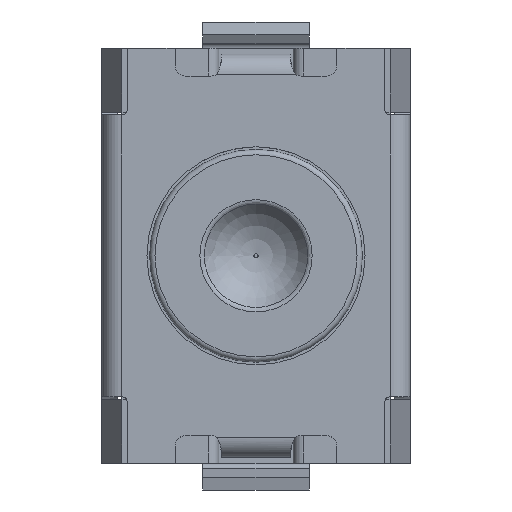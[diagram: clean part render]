
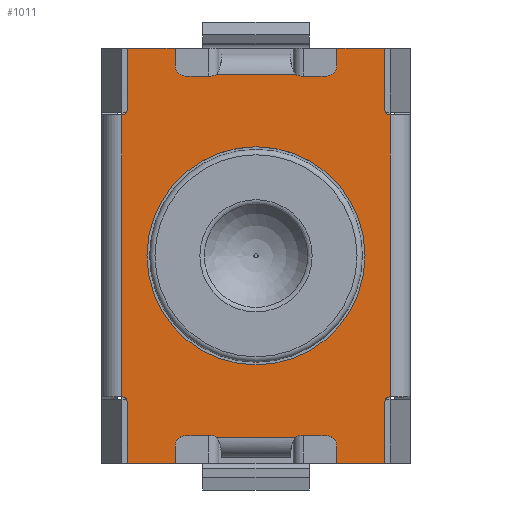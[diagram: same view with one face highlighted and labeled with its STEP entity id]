
A CAD part, top view. The second image highlights one B-rep face of the part: STEP entity #1011.
In plain terms, the highlighted planar face has unit normal (0, 0, 1).
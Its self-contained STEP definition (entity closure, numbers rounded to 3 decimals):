
#1011=ADVANCED_FACE('',(#3308,#3310),#3312,.T.);
#3308=FACE_BOUND('',#3309,.T.);
#3309=EDGE_LOOP('',(#5168,#5169,#5170,#5171,#5172,#5173,#5174,#5175,#5176,#5177,
#5178,#5179,#5180,#5181,#5182,#5183,#5184,#5185,#5186,#5187,#5188,#5189,#5190,#5191,
#5192,#5193,#5194,#5195,#5196,#5197,#5198,#5199));
#3310=FACE_BOUND('',#3311,.T.);
#3311=EDGE_LOOP('',(#5200));
#3312=PLANE('',#3313);
#3313=AXIS2_PLACEMENT_3D('',#3314,#3315,#3316);
#3314=CARTESIAN_POINT('',(0.,0.,1.5));
#3315=DIRECTION('',(0.,0.,1.));
#3316=DIRECTION('',(1.,0.,0.));
#5168=ORIENTED_EDGE('',*,*,#6343,.T.);
#5169=ORIENTED_EDGE('',*,*,#6269,.T.);
#5170=ORIENTED_EDGE('',*,*,#6271,.T.);
#5171=ORIENTED_EDGE('',*,*,#6273,.T.);
#5172=ORIENTED_EDGE('',*,*,#6275,.T.);
#5173=ORIENTED_EDGE('',*,*,#6277,.T.);
#5174=ORIENTED_EDGE('',*,*,#6279,.T.);
#5175=ORIENTED_EDGE('',*,*,#6281,.T.);
#5176=ORIENTED_EDGE('',*,*,#6344,.T.);
#5177=ORIENTED_EDGE('',*,*,#6286,.T.);
#5178=ORIENTED_EDGE('',*,*,#6289,.T.);
#5179=ORIENTED_EDGE('',*,*,#6291,.T.);
#5180=ORIENTED_EDGE('',*,*,#6293,.T.);
#5181=ORIENTED_EDGE('',*,*,#6295,.T.);
#5182=ORIENTED_EDGE('',*,*,#6297,.T.);
#5183=ORIENTED_EDGE('',*,*,#6299,.T.);
#5184=ORIENTED_EDGE('',*,*,#6345,.T.);
#5185=ORIENTED_EDGE('',*,*,#6307,.T.);
#5186=ORIENTED_EDGE('',*,*,#6309,.T.);
#5187=ORIENTED_EDGE('',*,*,#6311,.T.);
#5188=ORIENTED_EDGE('',*,*,#6313,.T.);
#5189=ORIENTED_EDGE('',*,*,#6315,.T.);
#5190=ORIENTED_EDGE('',*,*,#6317,.T.);
#5191=ORIENTED_EDGE('',*,*,#6319,.T.);
#5192=ORIENTED_EDGE('',*,*,#6346,.F.);
#5193=ORIENTED_EDGE('',*,*,#6324,.T.);
#5194=ORIENTED_EDGE('',*,*,#6327,.T.);
#5195=ORIENTED_EDGE('',*,*,#6329,.T.);
#5196=ORIENTED_EDGE('',*,*,#6331,.T.);
#5197=ORIENTED_EDGE('',*,*,#6333,.T.);
#5198=ORIENTED_EDGE('',*,*,#6335,.T.);
#5199=ORIENTED_EDGE('',*,*,#6337,.T.);
#5200=ORIENTED_EDGE('',*,*,#6266,.T.);
#6266=EDGE_CURVE('',#7145,#7145,#7146,.F.);
#6269=EDGE_CURVE('',#7147,#7149,#7151,.T.);
#6271=EDGE_CURVE('',#7149,#7152,#7154,.T.);
#6273=EDGE_CURVE('',#7152,#7155,#7157,.T.);
#6275=EDGE_CURVE('',#7155,#7158,#7160,.T.);
#6277=EDGE_CURVE('',#7158,#7161,#7163,.T.);
#6279=EDGE_CURVE('',#7161,#7164,#7166,.T.);
#6281=EDGE_CURVE('',#7164,#7167,#7169,.T.);
#6286=EDGE_CURVE('',#7177,#7175,#7178,.T.);
#6289=EDGE_CURVE('',#7175,#7180,#7182,.T.);
#6291=EDGE_CURVE('',#7180,#7183,#7185,.T.);
#6293=EDGE_CURVE('',#7183,#7186,#7188,.T.);
#6295=EDGE_CURVE('',#7186,#7189,#7191,.T.);
#6297=EDGE_CURVE('',#7189,#7192,#7194,.T.);
#6299=EDGE_CURVE('',#7192,#7195,#7197,.T.);
#6307=EDGE_CURVE('',#7207,#7209,#7211,.T.);
#6309=EDGE_CURVE('',#7209,#7212,#7214,.T.);
#6311=EDGE_CURVE('',#7212,#7215,#7217,.T.);
#6313=EDGE_CURVE('',#7215,#7218,#7220,.T.);
#6315=EDGE_CURVE('',#7218,#7221,#7223,.T.);
#6317=EDGE_CURVE('',#7221,#7224,#7226,.T.);
#6319=EDGE_CURVE('',#7224,#7227,#7229,.T.);
#6324=EDGE_CURVE('',#7237,#7235,#7238,.T.);
#6327=EDGE_CURVE('',#7235,#7240,#7242,.T.);
#6329=EDGE_CURVE('',#7240,#7243,#7245,.T.);
#6331=EDGE_CURVE('',#7243,#7246,#7248,.T.);
#6333=EDGE_CURVE('',#7246,#7249,#7251,.T.);
#6335=EDGE_CURVE('',#7249,#7252,#7254,.T.);
#6337=EDGE_CURVE('',#7252,#7255,#7257,.T.);
#6343=EDGE_CURVE('',#7255,#7147,#7267,.T.);
#6344=EDGE_CURVE('',#7167,#7177,#7268,.T.);
#6345=EDGE_CURVE('',#7195,#7207,#7269,.T.);
#6346=EDGE_CURVE('',#7237,#7227,#7270,.T.);
#7145=VERTEX_POINT('',#8824);
#7146=CIRCLE('',#8825,1.025);
#7147=VERTEX_POINT('',#8829);
#7149=VERTEX_POINT('',#8833);
#7151=CIRCLE('',#8837,0.1);
#7152=VERTEX_POINT('',#8841);
#7154=LINE('',#8845,#8846);
#7155=VERTEX_POINT('',#8848);
#7157=CIRCLE('',#8852,0.1);
#7158=VERTEX_POINT('',#8856);
#7160=LINE('',#8860,#8861);
#7161=VERTEX_POINT('',#8863);
#7163=LINE('',#8867,#8868);
#7164=VERTEX_POINT('',#8870);
#7166=LINE('',#8874,#8875);
#7167=VERTEX_POINT('',#8877);
#7169=CIRCLE('',#8881,0.05);
#7175=VERTEX_POINT('',#8898);
#7177=VERTEX_POINT('',#8902);
#7178=CIRCLE('',#8903,0.05);
#7180=VERTEX_POINT('',#8910);
#7182=LINE('',#8914,#8915);
#7183=VERTEX_POINT('',#8917);
#7185=LINE('',#8921,#8922);
#7186=VERTEX_POINT('',#8924);
#7188=LINE('',#8928,#8929);
#7189=VERTEX_POINT('',#8931);
#7191=CIRCLE('',#8935,0.1);
#7192=VERTEX_POINT('',#8939);
#7194=LINE('',#8943,#8944);
#7195=VERTEX_POINT('',#8946);
#7197=CIRCLE('',#8950,0.1);
#7207=VERTEX_POINT('',#8981);
#7209=VERTEX_POINT('',#8985);
#7211=CIRCLE('',#8989,0.1);
#7212=VERTEX_POINT('',#8993);
#7214=LINE('',#8997,#8998);
#7215=VERTEX_POINT('',#9000);
#7217=CIRCLE('',#9004,0.1);
#7218=VERTEX_POINT('',#9008);
#7220=LINE('',#9012,#9013);
#7221=VERTEX_POINT('',#9015);
#7223=LINE('',#9019,#9020);
#7224=VERTEX_POINT('',#9022);
#7226=LINE('',#9026,#9027);
#7227=VERTEX_POINT('',#9029);
#7229=CIRCLE('',#9033,0.05);
#7235=VERTEX_POINT('',#9050);
#7237=VERTEX_POINT('',#9054);
#7238=CIRCLE('',#9055,0.05);
#7240=VERTEX_POINT('',#9062);
#7242=LINE('',#9066,#9067);
#7243=VERTEX_POINT('',#9069);
#7245=LINE('',#9073,#9074);
#7246=VERTEX_POINT('',#9076);
#7248=LINE('',#9080,#9081);
#7249=VERTEX_POINT('',#9083);
#7251=CIRCLE('',#9087,0.1);
#7252=VERTEX_POINT('',#9091);
#7254=LINE('',#9095,#9096);
#7255=VERTEX_POINT('',#9098);
#7257=CIRCLE('',#9102,0.1);
#7267=LINE('',#9133,#9134);
#7268=LINE('',#9136,#9137);
#7269=LINE('',#9139,#9140);
#7270=LINE('',#9142,#9143);
#8824=CARTESIAN_POINT('',(1.025,0.,1.5));
#8825=AXIS2_PLACEMENT_3D('',#8826,#8827,#8828);
#8826=CARTESIAN_POINT('',(0.,0.,1.5));
#8827=DIRECTION('',(0.,0.,1.));
#8828=DIRECTION('',(1.,0.,0.));
#8829=CARTESIAN_POINT('',(-0.372,1.705,1.5));
#8833=CARTESIAN_POINT('',(-0.425,1.69,1.5));
#8837=AXIS2_PLACEMENT_3D('',#8838,#8839,#8840);
#8838=CARTESIAN_POINT('',(-0.425,1.79,1.5));
#8839=DIRECTION('',(0.,0.,-1.));
#8840=DIRECTION('',(0.527,-0.85,0.));
#8841=CARTESIAN_POINT('',(-0.66,1.69,1.5));
#8845=CARTESIAN_POINT('',(-0.425,1.69,1.5));
#8846=VECTOR('',#8847,1.);
#8847=DIRECTION('',(-1.,0.,0.));
#8848=CARTESIAN_POINT('',(-0.76,1.79,1.5));
#8852=AXIS2_PLACEMENT_3D('',#8853,#8854,#8855);
#8853=CARTESIAN_POINT('',(-0.66,1.79,1.5));
#8854=DIRECTION('',(0.,0.,-1.));
#8855=DIRECTION('',(0.,-1.,0.));
#8856=CARTESIAN_POINT('',(-0.76,1.95,1.5));
#8860=CARTESIAN_POINT('',(-0.76,1.79,1.5));
#8861=VECTOR('',#8862,1.);
#8862=DIRECTION('',(0.,1.,0.));
#8863=CARTESIAN_POINT('',(-1.21,1.95,1.5));
#8867=CARTESIAN_POINT('',(-0.76,1.95,1.5));
#8868=VECTOR('',#8869,1.);
#8869=DIRECTION('',(-1.,0.,0.));
#8870=CARTESIAN_POINT('',(-1.21,1.375,1.5));
#8874=CARTESIAN_POINT('',(-1.21,1.95,1.5));
#8875=VECTOR('',#8876,1.);
#8876=DIRECTION('',(0.,-1.,0.));
#8877=CARTESIAN_POINT('',(-1.26,1.325,1.5));
#8881=AXIS2_PLACEMENT_3D('',#8882,#8883,#8884);
#8882=CARTESIAN_POINT('',(-1.26,1.375,1.5));
#8883=DIRECTION('',(0.,0.,-1.));
#8884=DIRECTION('',(1.,0.,0.));
#8898=CARTESIAN_POINT('',(-1.21,-1.375,1.5));
#8902=CARTESIAN_POINT('',(-1.26,-1.325,1.5));
#8903=AXIS2_PLACEMENT_3D('',#8904,#8905,#8906);
#8904=CARTESIAN_POINT('',(-1.26,-1.375,1.5));
#8905=DIRECTION('',(0.,0.,-1.));
#8906=DIRECTION('',(0.,1.,0.));
#8910=CARTESIAN_POINT('',(-1.21,-1.95,1.5));
#8914=CARTESIAN_POINT('',(-1.21,-1.375,1.5));
#8915=VECTOR('',#8916,1.);
#8916=DIRECTION('',(0.,-1.,0.));
#8917=CARTESIAN_POINT('',(-0.76,-1.95,1.5));
#8921=CARTESIAN_POINT('',(-1.21,-1.95,1.5));
#8922=VECTOR('',#8923,1.);
#8923=DIRECTION('',(1.,0.,0.));
#8924=CARTESIAN_POINT('',(-0.76,-1.79,1.5));
#8928=CARTESIAN_POINT('',(-0.76,-1.95,1.5));
#8929=VECTOR('',#8930,1.);
#8930=DIRECTION('',(0.,1.,0.));
#8931=CARTESIAN_POINT('',(-0.66,-1.69,1.5));
#8935=AXIS2_PLACEMENT_3D('',#8936,#8937,#8938);
#8936=CARTESIAN_POINT('',(-0.66,-1.79,1.5));
#8937=DIRECTION('',(0.,0.,-1.));
#8938=DIRECTION('',(-1.,0.,0.));
#8939=CARTESIAN_POINT('',(-0.425,-1.69,1.5));
#8943=CARTESIAN_POINT('',(-0.66,-1.69,1.5));
#8944=VECTOR('',#8945,1.);
#8945=DIRECTION('',(1.,0.,0.));
#8946=CARTESIAN_POINT('',(-0.372,-1.705,1.5));
#8950=AXIS2_PLACEMENT_3D('',#8951,#8952,#8953);
#8951=CARTESIAN_POINT('',(-0.425,-1.79,1.5));
#8952=DIRECTION('',(0.,0.,-1.));
#8953=DIRECTION('',(0.,1.,0.));
#8981=CARTESIAN_POINT('',(0.372,-1.705,1.5));
#8985=CARTESIAN_POINT('',(0.425,-1.69,1.5));
#8989=AXIS2_PLACEMENT_3D('',#8990,#8991,#8992);
#8990=CARTESIAN_POINT('',(0.425,-1.79,1.5));
#8991=DIRECTION('',(0.,0.,-1.));
#8992=DIRECTION('',(-0.527,0.85,0.));
#8993=CARTESIAN_POINT('',(0.66,-1.69,1.5));
#8997=CARTESIAN_POINT('',(0.425,-1.69,1.5));
#8998=VECTOR('',#8999,1.);
#8999=DIRECTION('',(1.,0.,0.));
#9000=CARTESIAN_POINT('',(0.76,-1.79,1.5));
#9004=AXIS2_PLACEMENT_3D('',#9005,#9006,#9007);
#9005=CARTESIAN_POINT('',(0.66,-1.79,1.5));
#9006=DIRECTION('',(0.,0.,-1.));
#9007=DIRECTION('',(0.,1.,0.));
#9008=CARTESIAN_POINT('',(0.76,-1.95,1.5));
#9012=CARTESIAN_POINT('',(0.76,-1.79,1.5));
#9013=VECTOR('',#9014,1.);
#9014=DIRECTION('',(0.,-1.,0.));
#9015=CARTESIAN_POINT('',(1.21,-1.95,1.5));
#9019=CARTESIAN_POINT('',(0.76,-1.95,1.5));
#9020=VECTOR('',#9021,1.);
#9021=DIRECTION('',(1.,0.,0.));
#9022=CARTESIAN_POINT('',(1.21,-1.375,1.5));
#9026=CARTESIAN_POINT('',(1.21,-1.95,1.5));
#9027=VECTOR('',#9028,1.);
#9028=DIRECTION('',(0.,1.,0.));
#9029=CARTESIAN_POINT('',(1.26,-1.325,1.5));
#9033=AXIS2_PLACEMENT_3D('',#9034,#9035,#9036);
#9034=CARTESIAN_POINT('',(1.26,-1.375,1.5));
#9035=DIRECTION('',(0.,0.,-1.));
#9036=DIRECTION('',(-1.,0.,0.));
#9050=CARTESIAN_POINT('',(1.21,1.375,1.5));
#9054=CARTESIAN_POINT('',(1.26,1.325,1.5));
#9055=AXIS2_PLACEMENT_3D('',#9056,#9057,#9058);
#9056=CARTESIAN_POINT('',(1.26,1.375,1.5));
#9057=DIRECTION('',(0.,0.,-1.));
#9058=DIRECTION('',(0.,-1.,0.));
#9062=CARTESIAN_POINT('',(1.21,1.95,1.5));
#9066=CARTESIAN_POINT('',(1.21,1.375,1.5));
#9067=VECTOR('',#9068,1.);
#9068=DIRECTION('',(0.,1.,0.));
#9069=CARTESIAN_POINT('',(0.76,1.95,1.5));
#9073=CARTESIAN_POINT('',(1.21,1.95,1.5));
#9074=VECTOR('',#9075,1.);
#9075=DIRECTION('',(-1.,0.,0.));
#9076=CARTESIAN_POINT('',(0.76,1.79,1.5));
#9080=CARTESIAN_POINT('',(0.76,1.95,1.5));
#9081=VECTOR('',#9082,1.);
#9082=DIRECTION('',(0.,-1.,0.));
#9083=CARTESIAN_POINT('',(0.66,1.69,1.5));
#9087=AXIS2_PLACEMENT_3D('',#9088,#9089,#9090);
#9088=CARTESIAN_POINT('',(0.66,1.79,1.5));
#9089=DIRECTION('',(0.,0.,-1.));
#9090=DIRECTION('',(1.,0.,0.));
#9091=CARTESIAN_POINT('',(0.425,1.69,1.5));
#9095=CARTESIAN_POINT('',(0.66,1.69,1.5));
#9096=VECTOR('',#9097,1.);
#9097=DIRECTION('',(-1.,0.,0.));
#9098=CARTESIAN_POINT('',(0.372,1.705,1.5));
#9102=AXIS2_PLACEMENT_3D('',#9103,#9104,#9105);
#9103=CARTESIAN_POINT('',(0.425,1.79,1.5));
#9104=DIRECTION('',(0.,0.,-1.));
#9105=DIRECTION('',(0.,-1.,0.));
#9133=CARTESIAN_POINT('',(0.372,1.705,1.5));
#9134=VECTOR('',#9135,1.);
#9135=DIRECTION('',(-1.,0.,0.));
#9136=CARTESIAN_POINT('',(-1.26,1.325,1.5));
#9137=VECTOR('',#9138,1.);
#9138=DIRECTION('',(0.,-1.,0.));
#9139=CARTESIAN_POINT('',(-0.372,-1.705,1.5));
#9140=VECTOR('',#9141,1.);
#9141=DIRECTION('',(1.,0.,0.));
#9142=CARTESIAN_POINT('',(1.26,1.325,1.5));
#9143=VECTOR('',#9144,1.);
#9144=DIRECTION('',(0.,-1.,0.));
